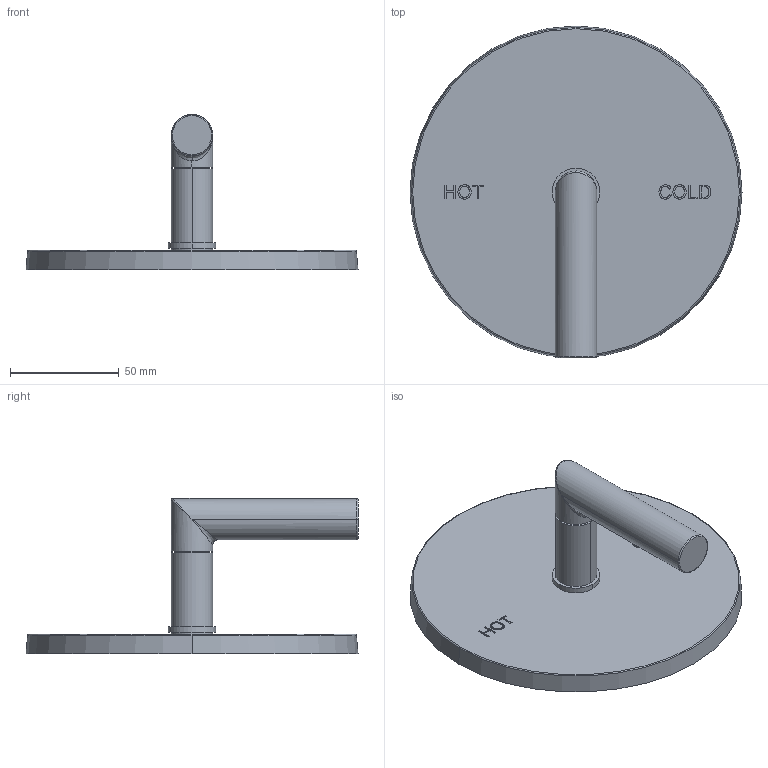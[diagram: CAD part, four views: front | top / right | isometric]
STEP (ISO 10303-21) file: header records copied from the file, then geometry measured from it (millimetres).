
FILE_DESCRIPTION((''),'2;1');
FILE_NAME('4-3104BP','2021-06-07T11:22:19',('jinson.thomas'),(''),'CREO PARAMETRIC BY PTC INC, 2018400','CREO PARAMETRIC BY PTC INC, 2018400','');
FILE_SCHEMA(('CONFIG_CONTROL_DESIGN'));
Length unit declared in the file: inch
Products named in the file (1): 4-3104BP
Bounding box: 152.4 x 152.4 x 71.17 mm (x, y, z)
Volume: 197322.8 mm3; surface area: 48575.7 mm2
Topology: 1 solids, 1 shells, 149 faces, 386 edges, 254 vertices
Faces by surface type: extrusion 76, plane 51, cylinder 12, torus 4, bspline 4, cone 2
Entity records: 5340 total; most frequent: CARTESIAN_POINT 1951, ORIENTED_EDGE 772, DIRECTION 474, EDGE_CURVE 386, VECTOR 268, VERTEX_POINT 254, B_SPLINE_CURVE_WITH_KNOTS 236, LINE 192
